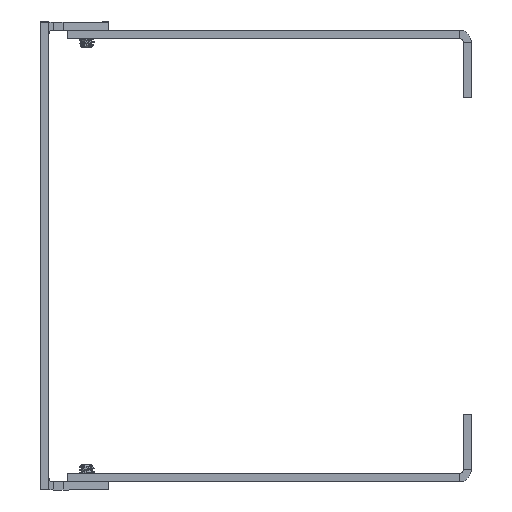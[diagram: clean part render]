
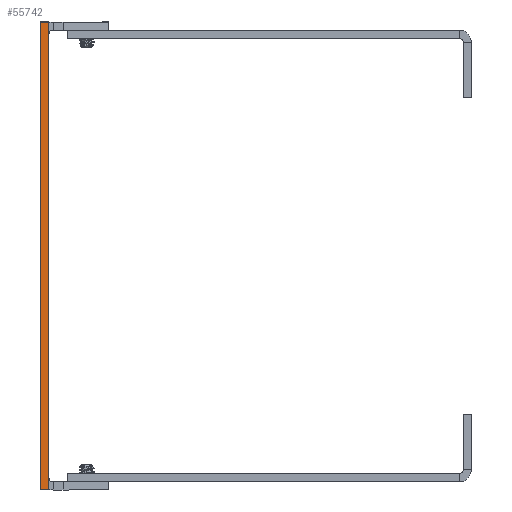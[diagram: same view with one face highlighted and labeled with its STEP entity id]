
A CAD part, left-side view. The second image highlights one B-rep face of the part: STEP entity #55742.
In plain terms, the highlighted planar face has unit normal (-1, 0, 0).
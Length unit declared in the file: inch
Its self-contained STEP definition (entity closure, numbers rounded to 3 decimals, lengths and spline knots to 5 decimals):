
#4908 = LINE ( 'NONE', #5855, #16233 ) ;
#5855 = CARTESIAN_POINT ( 'NONE',  ( -9.5, 0.06, 1.74 ) ) ;
#7028 = VERTEX_POINT ( 'NONE', #26857 ) ;
#9039 = CARTESIAN_POINT ( 'NONE',  ( -9.5, -38.63213, 1.74 ) ) ;
#10088 = CARTESIAN_POINT ( 'NONE',  ( -9.5, 0., 1.74 ) ) ;
#11577 = CARTESIAN_POINT ( 'NONE',  ( -9.5, 0.06, 1.74 ) ) ;
#11728 = CARTESIAN_POINT ( 'NONE',  ( -9.5, 0., -1.74 ) ) ;
#11968 = DIRECTION ( 'NONE',  ( 0., 0., 1. ) ) ;
#16233 = VECTOR ( 'NONE', #21514, 39.37008 ) ;
#17275 = ORIENTED_EDGE ( 'NONE', *, *, #36142, .F. ) ;
#20010 = ORIENTED_EDGE ( 'NONE', *, *, #20175, .T. ) ;
#20175 = EDGE_CURVE ( 'NONE', #61702, #7028, #41188, .T. ) ;
#21514 = DIRECTION ( 'NONE',  ( 0., 0., 1. ) ) ;
#24275 = DIRECTION ( 'NONE',  ( 0., 1., 0. ) ) ;
#24906 = EDGE_LOOP ( 'NONE', ( #17275, #33733, #20010, #30142 ) ) ;
#26857 = CARTESIAN_POINT ( 'NONE',  ( -9.5, 0., 1.74 ) ) ;
#30142 = ORIENTED_EDGE ( 'NONE', *, *, #64114, .T. ) ;
#32855 = AXIS2_PLACEMENT_3D ( 'NONE', #35859, #41303, #11968 ) ;
#33733 = ORIENTED_EDGE ( 'NONE', *, *, #56726, .F. ) ;
#34559 = PLANE ( 'NONE',  #32855 ) ;
#35859 = CARTESIAN_POINT ( 'NONE',  ( -9.5, -38.63213, 1.74 ) ) ;
#36142 = EDGE_CURVE ( 'Edge2', #43352, #42209, #4908, .T. ) ;
#37369 = CARTESIAN_POINT ( 'NONE',  ( -9.5, 0.06, -1.74 ) ) ;
#39803 = LINE ( 'NONE', #57384, #45455 ) ;
#39920 = FACE_OUTER_BOUND ( 'NONE', #24906, .T. ) ;
#41188 = LINE ( 'NONE', #10088, #52599 ) ;
#41303 = DIRECTION ( 'NONE',  ( -1., 0., 0. ) ) ;
#42209 = VERTEX_POINT ( 'NONE', #11577 ) ;
#43352 = VERTEX_POINT ( 'NONE', #37369 ) ;
#45455 = VECTOR ( 'NONE', #62834, 39.37008 ) ;
#52536 = VECTOR ( 'NONE', #24275, 39.37008 ) ;
#52599 = VECTOR ( 'NONE', #57800, 39.37008 ) ;
#55742 = ADVANCED_FACE ( 'NONE', ( #39920 ), #34559, .T. ) ;
#56726 = EDGE_CURVE ( 'NONE', #61702, #43352, #39803, .T. ) ;
#57384 = CARTESIAN_POINT ( 'NONE',  ( -9.5, -38.63213, -1.74 ) ) ;
#57800 = DIRECTION ( 'NONE',  ( 0., 0., 1. ) ) ;
#61702 = VERTEX_POINT ( 'NONE', #11728 ) ;
#62834 = DIRECTION ( 'NONE',  ( 0., 1., 0. ) ) ;
#64114 = EDGE_CURVE ( 'NONE', #7028, #42209, #67202, .T. ) ;
#67202 = LINE ( 'NONE', #9039, #52536 ) ;
